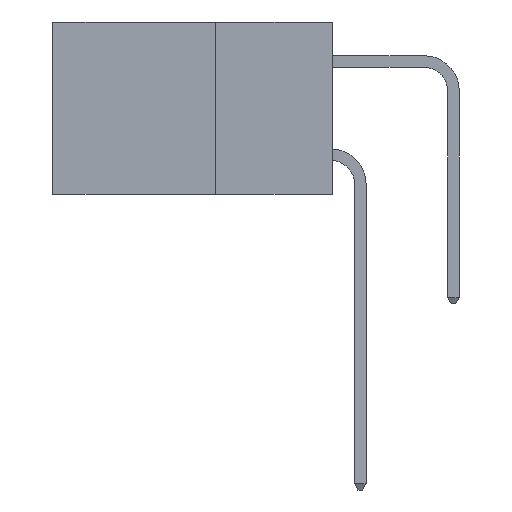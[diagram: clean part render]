
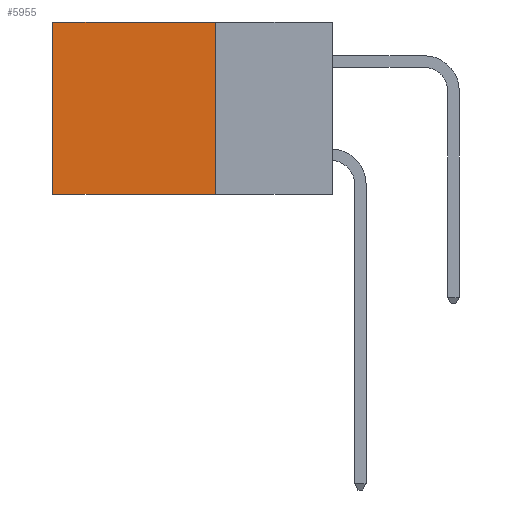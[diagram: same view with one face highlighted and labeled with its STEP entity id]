
A CAD part, left-side view. The second image highlights one B-rep face of the part: STEP entity #5955.
In plain terms, the highlighted planar face has unit normal (-1, 0, 0).
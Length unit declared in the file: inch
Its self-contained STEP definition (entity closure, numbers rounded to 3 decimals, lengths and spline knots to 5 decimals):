
#156 = LINE ( 'NONE', #4505, #13847 ) ;
#293 = DIRECTION ( 'NONE',  ( 0., 1., 0. ) ) ;
#2197 = CARTESIAN_POINT ( 'NONE',  ( 0.2615, 0.6, -0.37 ) ) ;
#2857 = AXIS2_PLACEMENT_3D ( 'NONE', #3820, #7942, #17583 ) ;
#3014 = VECTOR ( 'NONE', #15857, 39.37008 ) ;
#3412 = CARTESIAN_POINT ( 'NONE',  ( 0.2615, 0.6, 0. ) ) ;
#3820 = CARTESIAN_POINT ( 'NONE',  ( 0.2615, 0.25, -0.37 ) ) ;
#4200 = CARTESIAN_POINT ( 'NONE',  ( 0.2615, 0.6, -0.37 ) ) ;
#4505 = CARTESIAN_POINT ( 'NONE',  ( 0.2615, 0.25, -0.37 ) ) ;
#4936 = ORIENTED_EDGE ( 'NONE', *, *, #7355, .T. ) ;
#4971 = LINE ( 'NONE', #12545, #12347 ) ;
#5735 = VERTEX_POINT ( 'NONE', #2197 ) ;
#5955 = ADVANCED_FACE ( 'NONE', ( #17486 ), #16269, .F. ) ;
#6258 = VECTOR ( 'NONE', #15277, 39.37008 ) ;
#6592 = LINE ( 'NONE', #8905, #3014 ) ;
#6867 = EDGE_LOOP ( 'NONE', ( #4936, #16595, #9991, #15395 ) ) ;
#7355 = EDGE_CURVE ( 'NONE', #8274, #5735, #9924, .T. ) ;
#7942 = DIRECTION ( 'NONE',  ( 1., 0., 0. ) ) ;
#8274 = VERTEX_POINT ( 'NONE', #3412 ) ;
#8625 = VERTEX_POINT ( 'NONE', #15174 ) ;
#8905 = CARTESIAN_POINT ( 'NONE',  ( 0.2615, 0.25, 0. ) ) ;
#9924 = LINE ( 'NONE', #4200, #6258 ) ;
#9991 = ORIENTED_EDGE ( 'NONE', *, *, #15329, .F. ) ;
#12347 = VECTOR ( 'NONE', #293, 39.37008 ) ;
#12545 = CARTESIAN_POINT ( 'NONE',  ( 0.2615, 0.25, -0.37 ) ) ;
#13847 = VECTOR ( 'NONE', #14171, 39.37008 ) ;
#14113 = EDGE_CURVE ( 'NONE', #15821, #8274, #6592, .T. ) ;
#14171 = DIRECTION ( 'NONE',  ( 0., 0., -1. ) ) ;
#15174 = CARTESIAN_POINT ( 'NONE',  ( 0.2615, 0.25, -0.37 ) ) ;
#15200 = EDGE_CURVE ( 'NONE', #8625, #5735, #4971, .T. ) ;
#15277 = DIRECTION ( 'NONE',  ( 0., 0., -1. ) ) ;
#15329 = EDGE_CURVE ( 'NONE', #15821, #8625, #156, .T. ) ;
#15395 = ORIENTED_EDGE ( 'NONE', *, *, #14113, .T. ) ;
#15821 = VERTEX_POINT ( 'NONE', #16646 ) ;
#15857 = DIRECTION ( 'NONE',  ( 0., 1., 0. ) ) ;
#16269 = PLANE ( 'NONE',  #2857 ) ;
#16595 = ORIENTED_EDGE ( 'NONE', *, *, #15200, .F. ) ;
#16646 = CARTESIAN_POINT ( 'NONE',  ( 0.2615, 0.25, 0. ) ) ;
#17486 = FACE_OUTER_BOUND ( 'NONE', #6867, .T. ) ;
#17583 = DIRECTION ( 'NONE',  ( 0., 0., -1. ) ) ;
